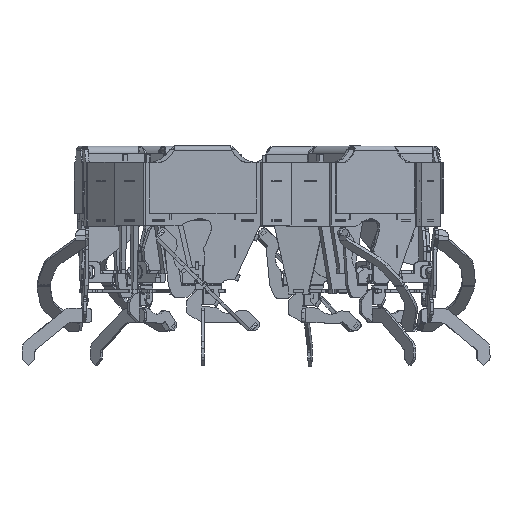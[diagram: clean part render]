
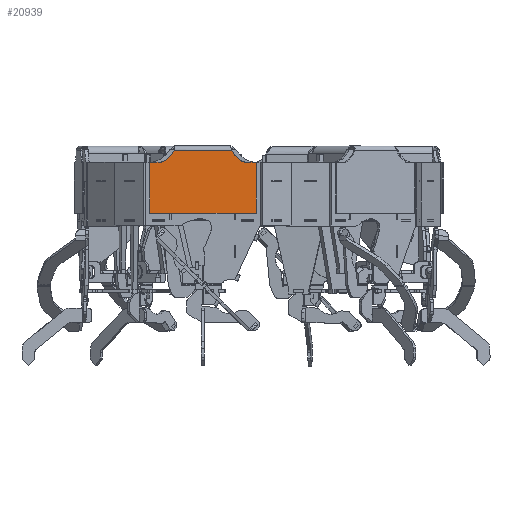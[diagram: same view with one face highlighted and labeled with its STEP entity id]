
A CAD part, top view. The second image highlights one B-rep face of the part: STEP entity #20939.
In plain terms, the highlighted face is planar.
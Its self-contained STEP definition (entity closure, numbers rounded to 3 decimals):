
#234 = AXIS2_PLACEMENT_3D ( 'NONE', #14353, #19521, #26505 ) ;
#730 = CARTESIAN_POINT ( 'NONE',  ( -0.95, 5.05, -1.3 ) ) ;
#746 = EDGE_CURVE ( 'NONE', #3888, #12128, #15706, .T. ) ;
#772 = CARTESIAN_POINT ( 'NONE',  ( 4.932, 5.05, -0.63 ) ) ;
#880 = CARTESIAN_POINT ( 'NONE',  ( -0.579, 5.05, -1.196 ) ) ;
#919 = CARTESIAN_POINT ( 'NONE',  ( 5.22, 5.05, -0.948 ) ) ;
#942 = ORIENTED_EDGE ( 'NONE', *, *, #12852, .T. ) ;
#985 = VERTEX_POINT ( 'NONE', #1705 ) ;
#998 = VECTOR ( 'NONE', #1440, 1000. ) ;
#1064 = B_SPLINE_CURVE_WITH_KNOTS ( 'NONE', 3,
 ( #730, #19368, #21481, #3303, #23936, #3156, #21635, #880, #10118, #28605, #7863, #5600, #21795, #29361, #11017, #26814, #6183, #13296, #29510, #4216, #1472, #6342 ),
 .UNSPECIFIED., .F., .F.,
 ( 4, 1, 1, 1, 2, 2, 1, 2, 2, 1, 1, 2, 2, 4 ),
 ( 0., 0.125, 0.187, 0.219, 0.234, 0.25, 0.375, 0.437, 0.5, 0.625, 0.687, 0.719, 0.75, 1. ),
 .UNSPECIFIED. ) ;
#1440 = DIRECTION ( 'NONE',  ( 1., 0., 0. ) ) ;
#1472 = CARTESIAN_POINT ( 'NONE',  ( 0.181, 5.05, -0.462 ) ) ;
#1705 = CARTESIAN_POINT ( 'NONE',  ( -1.7, 5.05, -5.3 ) ) ;
#1898 = CARTESIAN_POINT ( 'NONE',  ( 0., 5.05, -0.35 ) ) ;
#2391 = VECTOR ( 'NONE', #28446, 1000. ) ;
#2587 = CARTESIAN_POINT ( 'NONE',  ( 5.564, 5.05, -1.188 ) ) ;
#2733 = CARTESIAN_POINT ( 'NONE',  ( 4.964, 5.05, -0.673 ) ) ;
#3146 = CARTESIAN_POINT ( 'NONE',  ( 4.771, 5.05, -0.35 ) ) ;
#3156 = CARTESIAN_POINT ( 'NONE',  ( -0.607, 5.05, -1.21 ) ) ;
#3197 = CARTESIAN_POINT ( 'NONE',  ( 5.079, 5.05, -0.812 ) ) ;
#3303 = CARTESIAN_POINT ( 'NONE',  ( -0.692, 5.05, -1.247 ) ) ;
#3857 = LINE ( 'NONE', #10219, #25699 ) ;
#3888 = VERTEX_POINT ( 'NONE', #3146 ) ;
#4216 = CARTESIAN_POINT ( 'NONE',  ( 0.113, 5.05, -0.575 ) ) ;
#4891 = CARTESIAN_POINT ( 'NONE',  ( 4.952, 5.05, -0.658 ) ) ;
#5332 = CARTESIAN_POINT ( 'NONE',  ( 4.795, 5.05, -0.406 ) ) ;
#5600 = CARTESIAN_POINT ( 'NONE',  ( -0.3, 5.05, -1.016 ) ) ;
#5880 = ORIENTED_EDGE ( 'NONE', *, *, #746, .F. ) ;
#6183 = CARTESIAN_POINT ( 'NONE',  ( -0.016, 5.05, -0.739 ) ) ;
#6227 = VERTEX_POINT ( 'NONE', #28909 ) ;
#6342 = CARTESIAN_POINT ( 'NONE',  ( 0.229, 5.05, -0.35 ) ) ;
#6620 = DIRECTION ( 'NONE',  ( -1., 0., 0. ) ) ;
#7179 = EDGE_CURVE ( 'NONE', #12533, #16012, #21928, .T. ) ;
#7568 = LINE ( 'NONE', #19659, #2391 ) ;
#7768 = ORIENTED_EDGE ( 'NONE', *, *, #22458, .T. ) ;
#7863 = CARTESIAN_POINT ( 'NONE',  ( -0.353, 5.05, -1.057 ) ) ;
#9401 = CARTESIAN_POINT ( 'NONE',  ( 0.229, 5.05, -0.35 ) ) ;
#9650 = CARTESIAN_POINT ( 'NONE',  ( 6.7, 5.05, -5.3 ) ) ;
#9711 = CARTESIAN_POINT ( 'NONE',  ( 5.149, 5.05, -0.882 ) ) ;
#9775 = VECTOR ( 'NONE', #16910, 1000. ) ;
#10010 = CARTESIAN_POINT ( 'NONE',  ( 4.902, 5.05, -0.588 ) ) ;
#10118 = CARTESIAN_POINT ( 'NONE',  ( -0.517, 5.05, -1.164 ) ) ;
#10161 = CARTESIAN_POINT ( 'NONE',  ( 4.771, 5.05, -0.35 ) ) ;
#10219 = CARTESIAN_POINT ( 'NONE',  ( -1.7, 5.05, -1.3 ) ) ;
#10366 = DIRECTION ( 'NONE',  ( 0., 0., 1. ) ) ;
#10514 = ORIENTED_EDGE ( 'NONE', *, *, #7179, .T. ) ;
#11017 = CARTESIAN_POINT ( 'NONE',  ( -0.124, 5.05, -0.86 ) ) ;
#11827 = CARTESIAN_POINT ( 'NONE',  ( 5.712, 5.05, -1.264 ) ) ;
#12014 = VECTOR ( 'NONE', #6620, 1000. ) ;
#12127 = CARTESIAN_POINT ( 'NONE',  ( 5.476, 5.05, -1.139 ) ) ;
#12128 = VERTEX_POINT ( 'NONE', #9401 ) ;
#12431 = CARTESIAN_POINT ( 'NONE',  ( 5.197, 5.05, -0.927 ) ) ;
#12533 = VERTEX_POINT ( 'NONE', #14493 ) ;
#12852 = EDGE_CURVE ( 'NONE', #24948, #985, #21442, .T. ) ;
#13268 = CARTESIAN_POINT ( 'NONE',  ( 6.7, 5.05, -1.3 ) ) ;
#13296 = CARTESIAN_POINT ( 'NONE',  ( 0.005, 5.05, -0.713 ) ) ;
#13606 = EDGE_CURVE ( 'NONE', #6227, #24948, #7568, .T. ) ;
#14105 = CARTESIAN_POINT ( 'NONE',  ( 5.524, 5.05, -1.167 ) ) ;
#14353 = CARTESIAN_POINT ( 'NONE',  ( 0., 5.05, 0. ) ) ;
#14391 = CARTESIAN_POINT ( 'NONE',  ( 5.838, 5.05, -1.3 ) ) ;
#14493 = CARTESIAN_POINT ( 'NONE',  ( -1.7, 5.05, -1.3 ) ) ;
#14951 = CARTESIAN_POINT ( 'NONE',  ( 0.3, 5.05, -1.3 ) ) ;
#15706 = LINE ( 'NONE', #1898, #12014 ) ;
#15742 = EDGE_CURVE ( 'NONE', #3888, #22792, #16453, .T. ) ;
#16012 = VERTEX_POINT ( 'NONE', #18032 ) ;
#16453 = B_SPLINE_CURVE_WITH_KNOTS ( 'NONE', 3,
 ( #10161, #5332, #23510, #10010, #772, #4891, #2733, #26242, #3197, #9711, #12431, #919, #19413, #19104, #12127, #14105, #21215, #28651, #2587, #11827, #14391, #16673 ),
 .UNSPECIFIED., .F., .F.,
 ( 4, 1, 1, 2, 2, 1, 2, 2, 1, 1, 1, 2, 2, 4 ),
 ( 0., 0.125, 0.187, 0.219, 0.25, 0.375, 0.437, 0.5, 0.625, 0.687, 0.719, 0.734, 0.75, 1. ),
 .UNSPECIFIED. ) ;
#16673 = CARTESIAN_POINT ( 'NONE',  ( 5.95, 5.05, -1.3 ) ) ;
#16910 = DIRECTION ( 'NONE',  ( 1., 0., 0. ) ) ;
#17050 = DIRECTION ( 'NONE',  ( -1., 0., 0. ) ) ;
#17238 = PLANE ( 'NONE',  #234 ) ;
#18032 = CARTESIAN_POINT ( 'NONE',  ( -0.95, 5.05, -1.3 ) ) ;
#18035 = ORIENTED_EDGE ( 'NONE', *, *, #23824, .T. ) ;
#18913 = FACE_OUTER_BOUND ( 'NONE', #27410, .T. ) ;
#19104 = CARTESIAN_POINT ( 'NONE',  ( 5.38, 5.05, -1.079 ) ) ;
#19115 = ORIENTED_EDGE ( 'NONE', *, *, #15742, .T. ) ;
#19368 = CARTESIAN_POINT ( 'NONE',  ( -0.894, 5.05, -1.3 ) ) ;
#19413 = CARTESIAN_POINT ( 'NONE',  ( 5.3, 5.05, -1.017 ) ) ;
#19521 = DIRECTION ( 'NONE',  ( 0., -1., 0. ) ) ;
#19659 = CARTESIAN_POINT ( 'NONE',  ( 6.7, 5.05, -5.3 ) ) ;
#20939 = ADVANCED_FACE ( 'NONE', ( #18913 ), #17238, .F. ) ;
#21047 = EDGE_CURVE ( 'NONE', #16012, #12128, #1064, .T. ) ;
#21215 = CARTESIAN_POINT ( 'NONE',  ( 5.545, 5.05, -1.178 ) ) ;
#21442 = LINE ( 'NONE', #28406, #27620 ) ;
#21481 = CARTESIAN_POINT ( 'NONE',  ( -0.805, 5.05, -1.287 ) ) ;
#21635 = CARTESIAN_POINT ( 'NONE',  ( -0.59, 5.05, -1.201 ) ) ;
#21710 = ORIENTED_EDGE ( 'NONE', *, *, #21047, .T. ) ;
#21795 = CARTESIAN_POINT ( 'NONE',  ( -0.271, 5.05, -0.993 ) ) ;
#21928 = LINE ( 'NONE', #14951, #9775 ) ;
#22458 = EDGE_CURVE ( 'NONE', #22792, #6227, #29327, .T. ) ;
#22792 = VERTEX_POINT ( 'NONE', #29153 ) ;
#23510 = CARTESIAN_POINT ( 'NONE',  ( 4.838, 5.05, -0.49 ) ) ;
#23824 = EDGE_CURVE ( 'NONE', #985, #12533, #3857, .T. ) ;
#23936 = CARTESIAN_POINT ( 'NONE',  ( -0.633, 5.05, -1.222 ) ) ;
#24948 = VERTEX_POINT ( 'NONE', #9650 ) ;
#25699 = VECTOR ( 'NONE', #10366, 1000. ) ;
#26242 = CARTESIAN_POINT ( 'NONE',  ( 5.014, 5.05, -0.738 ) ) ;
#26505 = DIRECTION ( 'NONE',  ( 0., 0., -1. ) ) ;
#26814 = CARTESIAN_POINT ( 'NONE',  ( -0.048, 5.05, -0.776 ) ) ;
#27410 = EDGE_LOOP ( 'NONE', ( #5880, #19115, #7768, #29152, #942, #18035, #10514, #21710 ) ) ;
#27620 = VECTOR ( 'NONE', #17050, 1000. ) ;
#28406 = CARTESIAN_POINT ( 'NONE',  ( -1.7, 5.05, -5.3 ) ) ;
#28446 = DIRECTION ( 'NONE',  ( 0., 0., -1. ) ) ;
#28605 = CARTESIAN_POINT ( 'NONE',  ( -0.435, 5.05, -1.115 ) ) ;
#28651 = CARTESIAN_POINT ( 'NONE',  ( 5.558, 5.05, -1.186 ) ) ;
#28909 = CARTESIAN_POINT ( 'NONE',  ( 6.7, 5.05, -1.3 ) ) ;
#29152 = ORIENTED_EDGE ( 'NONE', *, *, #13606, .T. ) ;
#29153 = CARTESIAN_POINT ( 'NONE',  ( 5.95, 5.05, -1.3 ) ) ;
#29327 = LINE ( 'NONE', #13268, #998 ) ;
#29361 = CARTESIAN_POINT ( 'NONE',  ( -0.196, 5.05, -0.928 ) ) ;
#29510 = CARTESIAN_POINT ( 'NONE',  ( 0.014, 5.05, -0.702 ) ) ;
